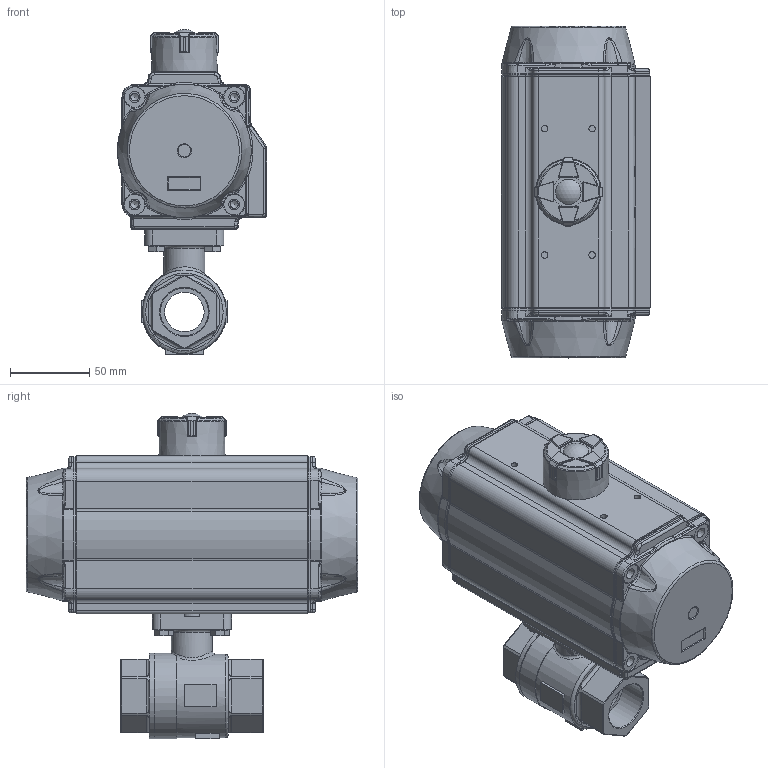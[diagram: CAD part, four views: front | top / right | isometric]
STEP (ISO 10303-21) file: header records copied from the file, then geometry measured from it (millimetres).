
FILE_DESCRIPTION(/* description */ ('Unknown'),/* implementation_level */ '2;1');
FILE_NAME(/* name */ 'PE03 9768-06',/* time_stamp */ '2025-03-28T10:09:22+01:00',/* author */ ('Unknown'),/* organization */ ('Unknown'),/* preprocessor_version */ 'ST-DEVELOPER v19.4',/* originating_system */ 'Solid Edge',/* authorisation */ 'Unknown');
FILE_SCHEMA (('AUTOMOTIVE_DESIGN {1 0 10303 214 3 1 1}'));
Length unit declared in the file: millimetre
Products named in the file (13): PE03 9768-06; 8.550.025; DIN 933 M6x18 A2-70 BLK_EDST; PD04_PE03; vt75-2016-06-25; VTE75埴詰; vt75-2016-06-25  酘傷裔; huosai75; Welle; Optische Anzeige; ______; ________(___________; cup head nib bolts with large head gb_GB_FASTENER_BOLT_CHNBW M6X25-N
Assembly tree (19 placements, depth 4):
  PE03 9768-06
    8.550.025
    DIN 933 M6x18 A2-70 BLK_EDST  x4
    PD04_PE03
      vt75-2016-06-25
      VTE75埴詰
      vt75-2016-06-25  酘傷裔
      huosai75  x2
      Welle
      Optische Anzeige
        ______
        ________(___________  x4
        cup head nib bolts with large head gb_GB_FASTENER_BOLT_CHNBW M6X25-N
Bounding box: 94.39 x 210 x 205.81 mm (x, y, z)
Volume: 1031249.8 mm3; surface area: 294416 mm2
Topology: 17 solids, 17 shells, 2811 faces, 6883 edges, 4183 vertices
Faces by surface type: plane 814, cylinder 765, bspline 613, torus 406, cone 172, sphere 41
Full cylindrical faces by diameter (mm): 3 x16, 3.3 x8, 4.134 x8, 4.66 x1, 4.917 x13, 5.5 x1, 6 x5, 6.2 x1, 6.647 x6, 10 x4, 11.445 x2, 12 x2, 13 x10, 14 x1, 16.2 x1, 16.4 x1, 18 x2, 18.7 x1, 20 x7, 21 x12, 23 x3, 25 x1, 26 x1, 28.2 x1, 28.4 x1, 30.291 x2, 31.5 x1, 32 x4, 38.5 x1, 53 x2
Entity records: 83773 total; most frequent: CARTESIAN_POINT 38607, ORIENTED_EDGE 9656, DIRECTION 7848, EDGE_CURVE 4828, VERTEX_POINT 3124, AXIS2_PLACEMENT_3D 3061, FACE_BOUND 2520, EDGE_LOOP 2504
